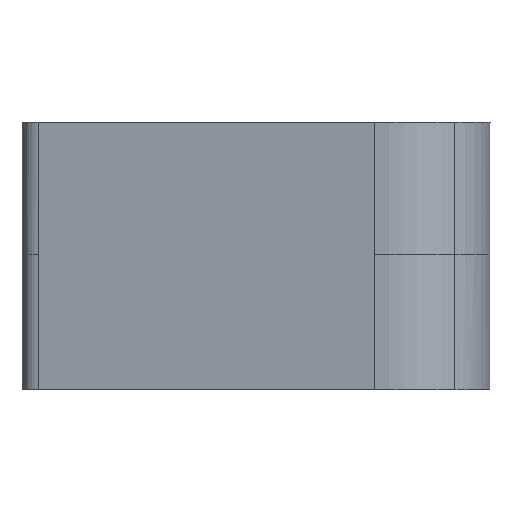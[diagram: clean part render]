
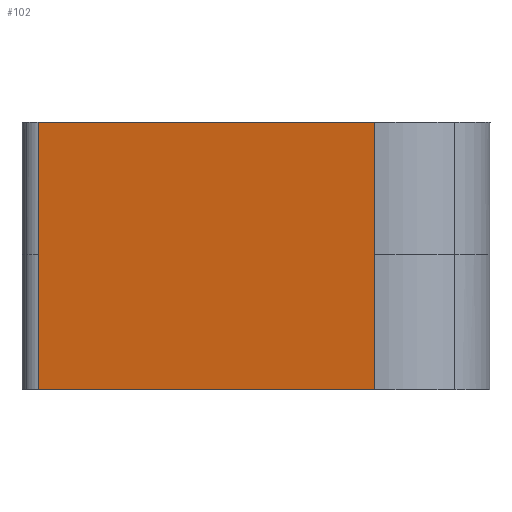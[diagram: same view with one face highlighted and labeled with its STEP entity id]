
A CAD part, front view. The second image highlights one B-rep face of the part: STEP entity #102.
In plain terms, the highlighted planar face has unit normal (-0.174, -0.985, 0).
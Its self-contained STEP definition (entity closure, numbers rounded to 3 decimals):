
#102=ADVANCED_FACE('',(#154),#120,.T.);
#120=PLANE('',#754);
#154=FACE_OUTER_BOUND('',#194,.T.);
#194=EDGE_LOOP('',(#345,#346,#347,#348,#349,#350));
#345=ORIENTED_EDGE('',*,*,#568,.F.);
#346=ORIENTED_EDGE('',*,*,#569,.F.);
#347=ORIENTED_EDGE('',*,*,#570,.F.);
#348=ORIENTED_EDGE('',*,*,#571,.F.);
#349=ORIENTED_EDGE('',*,*,#572,.T.);
#350=ORIENTED_EDGE('',*,*,#573,.T.);
#473=VERTEX_POINT('',#2968);
#474=VERTEX_POINT('',#2969);
#475=VERTEX_POINT('',#2971);
#476=VERTEX_POINT('',#2973);
#477=VERTEX_POINT('',#2975);
#478=VERTEX_POINT('',#2977);
#568=EDGE_CURVE('',#473,#474,#607,.T.);
#569=EDGE_CURVE('',#475,#473,#608,.T.);
#570=EDGE_CURVE('',#476,#475,#609,.T.);
#571=EDGE_CURVE('',#477,#476,#610,.T.);
#572=EDGE_CURVE('',#477,#478,#611,.T.);
#573=EDGE_CURVE('',#478,#474,#612,.T.);
#607=LINE('',#2967,#637);
#608=LINE('',#2970,#638);
#609=LINE('',#2972,#639);
#610=LINE('',#2974,#640);
#611=LINE('',#2976,#641);
#612=LINE('',#2978,#642);
#637=VECTOR('',#801,1.);
#638=VECTOR('',#802,1.);
#639=VECTOR('',#803,1.);
#640=VECTOR('',#804,1.);
#641=VECTOR('',#805,1.);
#642=VECTOR('',#806,1.);
#754=AXIS2_PLACEMENT_3D('',#2979,#807,#808);
#801=DIRECTION('',(-0.985,0.174,0.));
#802=DIRECTION('',(0.,0.,-1.));
#803=DIRECTION('',(0.,0.,-1.));
#804=DIRECTION('',(0.985,-0.174,0.));
#805=DIRECTION('',(0.,0.,-1.));
#806=DIRECTION('',(0.,0.,-1.));
#807=DIRECTION('',(-0.174,-0.985,0.));
#808=DIRECTION('',(0.,0.,1.));
#2967=CARTESIAN_POINT('',(-1.654,-9.38,-11.));
#2968=CARTESIAN_POINT('',(4.83,-10.524,-11.));
#2969=CARTESIAN_POINT('',(-8.864,-8.109,-11.));
#2970=CARTESIAN_POINT('',(4.83,-10.524,-5.375));
#2971=CARTESIAN_POINT('',(4.83,-10.524,-5.5));
#2972=CARTESIAN_POINT('',(4.83,-10.524,-5.625));
#2973=CARTESIAN_POINT('',(4.83,-10.524,-0.1));
#2974=CARTESIAN_POINT('',(-1.654,-9.38,-0.1));
#2975=CARTESIAN_POINT('',(-8.864,-8.109,-0.1));
#2976=CARTESIAN_POINT('',(-8.864,-8.109,-5.625));
#2977=CARTESIAN_POINT('',(-8.864,-8.109,-5.5));
#2978=CARTESIAN_POINT('',(-8.864,-8.109,-5.375));
#2979=CARTESIAN_POINT('',(-1.654,-9.38,-0.1));
